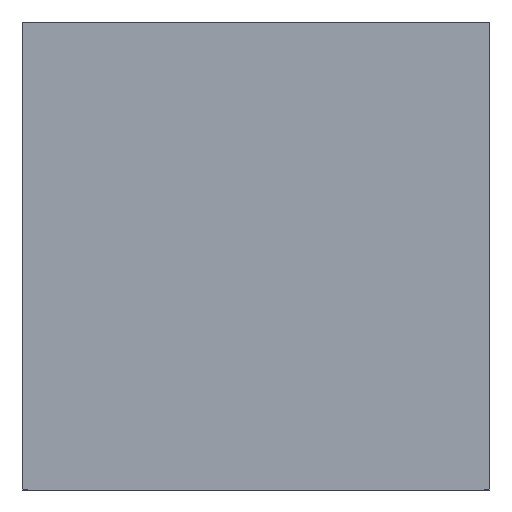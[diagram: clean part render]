
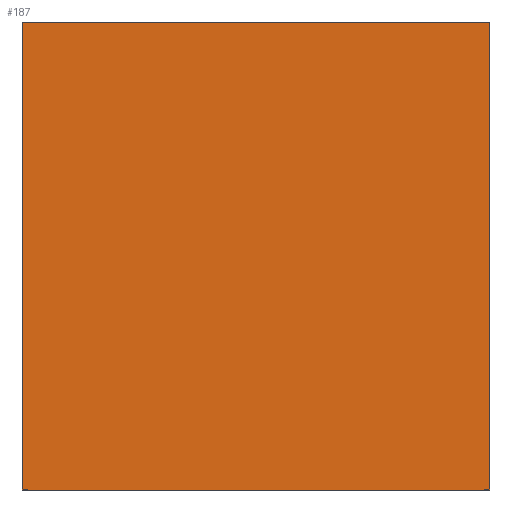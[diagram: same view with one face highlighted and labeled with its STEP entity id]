
A CAD part, left-side view. The second image highlights one B-rep face of the part: STEP entity #187.
In plain terms, the highlighted free-form (B-spline) face has degree [1, 1] with [2, 2] control points.
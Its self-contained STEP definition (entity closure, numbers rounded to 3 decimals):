
#60 = B_SPLINE_CURVE_WITH_KNOTS ( 'NONE', 1,
 ( #523, #853 ),
 .UNSPECIFIED., .F., .F.,
 ( 2, 2 ),
 ( 0., 1. ),
 .UNSPECIFIED. ) ;
#96 = CARTESIAN_POINT ( 'NONE',  ( 2335.55, 1960.891, -7.5 ) ) ;
#186 = CARTESIAN_POINT ( 'NONE',  ( 2335.55, 1960.891, -7.5 ) ) ;
#187 = ADVANCED_FACE ( 'NONE', ( #353 ), #872, .F. ) ;
#193 = CARTESIAN_POINT ( 'NONE',  ( 2335.55, 1960.891, 22.5 ) ) ;
#196 = CARTESIAN_POINT ( 'NONE',  ( 2335.55, 1930.291, -8.1 ) ) ;
#241 = B_SPLINE_CURVE_WITH_KNOTS ( 'NONE', 1,
 ( #491, #562 ),
 .UNSPECIFIED., .F., .F.,
 ( 2, 2 ),
 ( 0., 1. ),
 .UNSPECIFIED. ) ;
#353 = FACE_OUTER_BOUND ( 'NONE', #486, .T. ) ;
#482 = ORIENTED_EDGE ( 'NONE', *, *, #850, .F. ) ;
#486 = EDGE_LOOP ( 'NONE', ( #544, #748, #482, #627 ) ) ;
#491 = CARTESIAN_POINT ( 'NONE',  ( 2335.55, 1930.891, -7.5 ) ) ;
#523 = CARTESIAN_POINT ( 'NONE',  ( 2335.55, 1930.891, 22.5 ) ) ;
#544 = ORIENTED_EDGE ( 'NONE', *, *, #709, .T. ) ;
#555 = EDGE_CURVE ( 'NONE', #660, #904, #241, .T. ) ;
#562 = CARTESIAN_POINT ( 'NONE',  ( 2335.55, 1930.891, 22.5 ) ) ;
#627 = ORIENTED_EDGE ( 'NONE', *, *, #555, .T. ) ;
#641 = VERTEX_POINT ( 'NONE', #1020 ) ;
#660 = VERTEX_POINT ( 'NONE', #935 ) ;
#709 = EDGE_CURVE ( 'NONE', #904, #1121, #60, .T. ) ;
#710 = CARTESIAN_POINT ( 'NONE',  ( 2335.55, 1961.491, 23.1 ) ) ;
#748 = ORIENTED_EDGE ( 'NONE', *, *, #786, .T. ) ;
#786 = EDGE_CURVE ( 'NONE', #1121, #641, #866, .T. ) ;
#787 = B_SPLINE_CURVE_WITH_KNOTS ( 'NONE', 1,
 ( #1043, #186 ),
 .UNSPECIFIED., .F., .F.,
 ( 2, 2 ),
 ( 0., 1. ),
 .UNSPECIFIED. ) ;
#798 = CARTESIAN_POINT ( 'NONE',  ( 2335.55, 1930.291, 23.1 ) ) ;
#824 = CARTESIAN_POINT ( 'NONE',  ( 2335.55, 1960.891, 22.5 ) ) ;
#850 = EDGE_CURVE ( 'NONE', #660, #641, #787, .T. ) ;
#852 = CARTESIAN_POINT ( 'NONE',  ( 2335.55, 1930.891, 22.5 ) ) ;
#853 = CARTESIAN_POINT ( 'NONE',  ( 2335.55, 1960.891, 22.5 ) ) ;
#866 = B_SPLINE_CURVE_WITH_KNOTS ( 'NONE', 1,
 ( #193, #96 ),
 .UNSPECIFIED., .F., .F.,
 ( 2, 2 ),
 ( 0., 1. ),
 .UNSPECIFIED. ) ;
#872 = B_SPLINE_SURFACE_WITH_KNOTS ( 'NONE', 1, 1, ( 
 ( #974, #196 ),
 ( #710, #798 ) ),
 .UNSPECIFIED., .F., .F., .F.,
 ( 2, 2 ),
 ( 2, 2 ),
 ( -15.6, 15.6 ),
 ( -15.6, 15.6 ),
 .UNSPECIFIED. ) ;
#904 = VERTEX_POINT ( 'NONE', #852 ) ;
#935 = CARTESIAN_POINT ( 'NONE',  ( 2335.55, 1930.891, -7.5 ) ) ;
#974 = CARTESIAN_POINT ( 'NONE',  ( 2335.55, 1961.491, -8.1 ) ) ;
#1020 = CARTESIAN_POINT ( 'NONE',  ( 2335.55, 1960.891, -7.5 ) ) ;
#1043 = CARTESIAN_POINT ( 'NONE',  ( 2335.55, 1930.891, -7.5 ) ) ;
#1121 = VERTEX_POINT ( 'NONE', #824 ) ;
